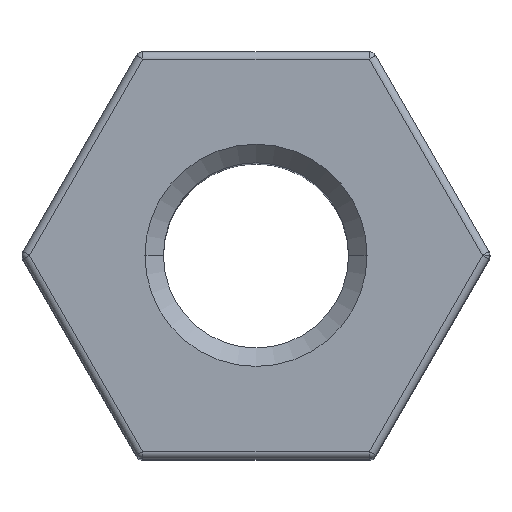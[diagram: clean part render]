
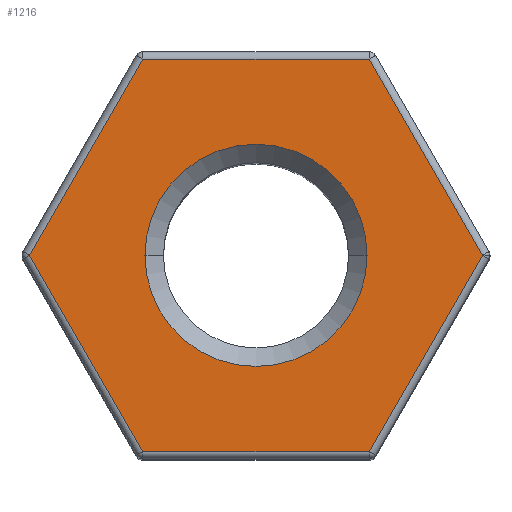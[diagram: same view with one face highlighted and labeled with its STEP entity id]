
A CAD part, top view. The second image highlights one B-rep face of the part: STEP entity #1216.
In plain terms, the highlighted planar face has unit normal (0, 0, 1).
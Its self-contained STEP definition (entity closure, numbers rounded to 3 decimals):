
#3 = ORIENTED_EDGE ( 'NONE', *, *, #576, .T. ) ;
#16 = CARTESIAN_POINT ( 'NONE',  ( 1.501, 2.7, 10. ) ) ;
#34 = LINE ( 'NONE', #745, #1058 ) ;
#55 = ORIENTED_EDGE ( 'NONE', *, *, #565, .T. ) ;
#115 = AXIS2_PLACEMENT_3D ( 'NONE', #946, #778, #186 ) ;
#118 = LINE ( 'NONE', #248, #852 ) ;
#185 = AXIS2_PLACEMENT_3D ( 'NONE', #559, #1193, #666 ) ;
#186 = DIRECTION ( 'NONE',  ( 1., 0., 0. ) ) ;
#248 = CARTESIAN_POINT ( 'NONE',  ( -3.089, -0.05, 10. ) ) ;
#256 = CARTESIAN_POINT ( 'NONE',  ( 1.588, -2.65, 10. ) ) ;
#257 = CARTESIAN_POINT ( 'NONE',  ( 1.5, 0., 10. ) ) ;
#265 = DIRECTION ( 'NONE',  ( 0., 0., -1. ) ) ;
#307 = LINE ( 'NONE', #256, #335 ) ;
#326 = ORIENTED_EDGE ( 'NONE', *, *, #1002, .T. ) ;
#335 = VECTOR ( 'NONE', #831, 1000. ) ;
#343 = DIRECTION ( 'NONE',  ( -1., 0., 0. ) ) ;
#353 = CARTESIAN_POINT ( 'NONE',  ( 3.089, 0.05, 10. ) ) ;
#422 = VERTEX_POINT ( 'NONE', #1158 ) ;
#453 = CIRCLE ( 'NONE', #1249, 1.5 ) ;
#472 = VERTEX_POINT ( 'NONE', #1170 ) ;
#502 = VECTOR ( 'NONE', #754, 1000. ) ;
#542 = DIRECTION ( 'NONE',  ( 0.5, -0.866, 0. ) ) ;
#559 = CARTESIAN_POINT ( 'NONE',  ( 0., 0., 10. ) ) ;
#564 = EDGE_CURVE ( 'NONE', #723, #422, #635, .T. ) ;
#565 = EDGE_CURVE ( 'NONE', #422, #1155, #118, .T. ) ;
#569 = VERTEX_POINT ( 'NONE', #920 ) ;
#570 = VERTEX_POINT ( 'NONE', #1091 ) ;
#572 = EDGE_CURVE ( 'NONE', #1155, #797, #34, .T. ) ;
#576 = EDGE_CURVE ( 'NONE', #797, #472, #307, .T. ) ;
#580 = EDGE_CURVE ( 'NONE', #472, #569, #1030, .T. ) ;
#584 = EDGE_CURVE ( 'NONE', #569, #723, #1236, .T. ) ;
#588 = EDGE_CURVE ( 'NONE', #570, #972, #1192, .T. ) ;
#635 = LINE ( 'NONE', #1089, #671 ) ;
#666 = DIRECTION ( 'NONE',  ( 1., 0., 0. ) ) ;
#671 = VECTOR ( 'NONE', #343, 1000. ) ;
#689 = PLANE ( 'NONE',  #115 ) ;
#723 = VERTEX_POINT ( 'NONE', #890 ) ;
#727 = CARTESIAN_POINT ( 'NONE',  ( -1.53, -2.65, 10. ) ) ;
#740 = FACE_BOUND ( 'NONE', #1116, .T. ) ;
#745 = CARTESIAN_POINT ( 'NONE',  ( -1.501, -2.7, 10. ) ) ;
#754 = DIRECTION ( 'NONE',  ( -0.5, 0.866, 0. ) ) ;
#778 = DIRECTION ( 'NONE',  ( 0., 0., 1. ) ) ;
#797 = VERTEX_POINT ( 'NONE', #727 ) ;
#799 = ORIENTED_EDGE ( 'NONE', *, *, #584, .T. ) ;
#823 = VECTOR ( 'NONE', #1013, 1000. ) ;
#831 = DIRECTION ( 'NONE',  ( 1., 0., 0. ) ) ;
#844 = CARTESIAN_POINT ( 'NONE',  ( 0., 0., 10. ) ) ;
#852 = VECTOR ( 'NONE', #1006, 1000. ) ;
#890 = CARTESIAN_POINT ( 'NONE',  ( 1.53, 2.65, 10. ) ) ;
#903 = ORIENTED_EDGE ( 'NONE', *, *, #588, .T. ) ;
#920 = CARTESIAN_POINT ( 'NONE',  ( 3.06, 0., 10. ) ) ;
#926 = ORIENTED_EDGE ( 'NONE', *, *, #564, .T. ) ;
#931 = DIRECTION ( 'NONE',  ( 1., 0., 0. ) ) ;
#946 = CARTESIAN_POINT ( 'NONE',  ( 3.175, 0., 10. ) ) ;
#972 = VERTEX_POINT ( 'NONE', #257 ) ;
#1002 = EDGE_CURVE ( 'NONE', #972, #570, #453, .T. ) ;
#1006 = DIRECTION ( 'NONE',  ( -0.5, -0.866, 0. ) ) ;
#1013 = DIRECTION ( 'NONE',  ( 0.5, 0.866, 0. ) ) ;
#1030 = LINE ( 'NONE', #353, #823 ) ;
#1035 = CARTESIAN_POINT ( 'NONE',  ( -3.06, 0., 10. ) ) ;
#1048 = EDGE_LOOP ( 'NONE', ( #926, #55, #1070, #3, #1183, #799 ) ) ;
#1058 = VECTOR ( 'NONE', #542, 1000. ) ;
#1070 = ORIENTED_EDGE ( 'NONE', *, *, #572, .T. ) ;
#1089 = CARTESIAN_POINT ( 'NONE',  ( -1.588, 2.65, 10. ) ) ;
#1091 = CARTESIAN_POINT ( 'NONE',  ( -1.5, 0., 10. ) ) ;
#1116 = EDGE_LOOP ( 'NONE', ( #326, #903 ) ) ;
#1155 = VERTEX_POINT ( 'NONE', #1035 ) ;
#1158 = CARTESIAN_POINT ( 'NONE',  ( -1.53, 2.65, 10. ) ) ;
#1170 = CARTESIAN_POINT ( 'NONE',  ( 1.53, -2.65, 10. ) ) ;
#1178 = FACE_OUTER_BOUND ( 'NONE', #1048, .T. ) ;
#1183 = ORIENTED_EDGE ( 'NONE', *, *, #580, .T. ) ;
#1192 = CIRCLE ( 'NONE', #185, 1.5 ) ;
#1193 = DIRECTION ( 'NONE',  ( 0., 0., -1. ) ) ;
#1216 = ADVANCED_FACE ( 'NONE', ( #1178, #740 ), #689, .T. ) ;
#1236 = LINE ( 'NONE', #16, #502 ) ;
#1249 = AXIS2_PLACEMENT_3D ( 'NONE', #844, #265, #931 ) ;
